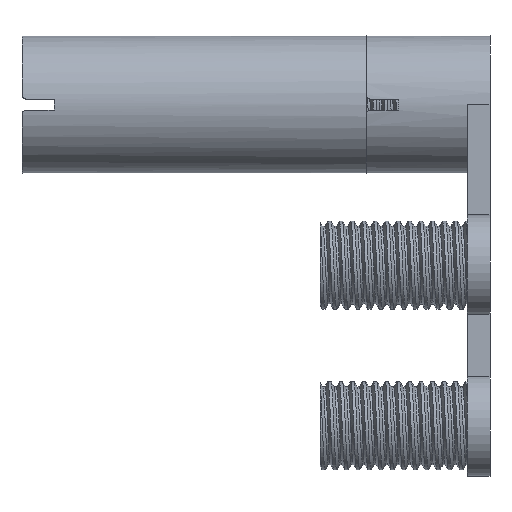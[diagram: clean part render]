
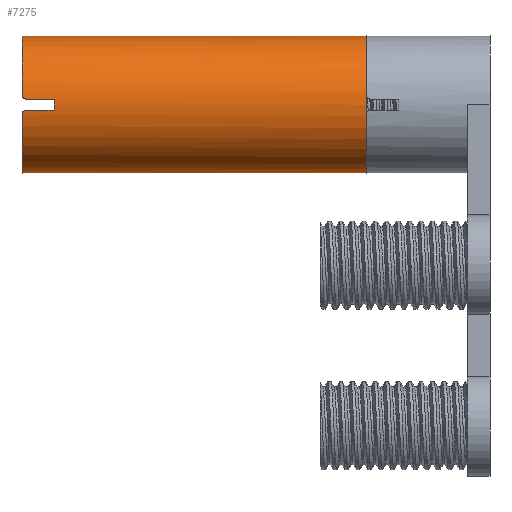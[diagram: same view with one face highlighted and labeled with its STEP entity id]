
A CAD part, left-side view. The second image highlights one B-rep face of the part: STEP entity #7275.
In plain terms, the highlighted cylindrical face has radius 15 mm (diameter 30 mm), a full revolution.
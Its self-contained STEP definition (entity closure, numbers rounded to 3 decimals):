
#222=CIRCLE('',#7606,15.);
#223=CIRCLE('',#7607,15.);
#227=CIRCLE('',#7637,15.);
#228=CIRCLE('',#7639,15.);
#229=CIRCLE('',#7644,15.);
#230=CIRCLE('',#7645,15.);
#614=FACE_OUTER_BOUND('',#1010,.T.);
#1010=EDGE_LOOP('',(#6553,#6554,#6555,#6556,#6557,#6558,#6559,#6560,#6561,
#6562,#6563,#6564,#6565,#6566,#6567,#6568));
#1695=B_SPLINE_CURVE_WITH_KNOTS('',3,(#33794,#33795,#33796,#33797,#33798,
#33799,#33800,#33801,#33802,#33803),.UNSPECIFIED.,.F.,.F.,(4,2,2,2,4),(0.152,
0.19,0.228,0.265,0.303),
 .UNSPECIFIED.);
#1696=B_SPLINE_CURVE_WITH_KNOTS('',3,(#33808,#33809,#33810,#33811,#33812,
#33813,#33814,#33815,#33816,#33817),.UNSPECIFIED.,.F.,.F.,(4,2,2,2,4),(0.152,
0.19,0.228,0.265,0.303),
 .UNSPECIFIED.);
#1697=B_SPLINE_CURVE_WITH_KNOTS('',3,(#33828,#33829,#33830,#33831,#33832,
#33833,#33834,#33835,#33836,#33837),.UNSPECIFIED.,.F.,.F.,(4,2,2,2,4),(0.303,
0.341,0.378,0.416,0.454),
 .UNSPECIFIED.);
#1698=B_SPLINE_CURVE_WITH_KNOTS('',3,(#33840,#33841,#33842,#33843,#33844,
#33845,#33846,#33847,#33848,#33849),.UNSPECIFIED.,.F.,.F.,(4,2,2,2,4),(0.303,
0.341,0.378,0.416,0.454),
 .UNSPECIFIED.);
#2067=LINE('',#32575,#2453);
#2070=LINE('',#32744,#2456);
#2078=LINE('',#33788,#2464);
#2086=LINE('',#33851,#2472);
#2087=LINE('',#33855,#2473);
#2453=VECTOR('',#8668,10.);
#2456=VECTOR('',#8675,10.);
#2464=VECTOR('',#8705,10.);
#2472=VECTOR('',#8731,10.);
#2473=VECTOR('',#8736,15.);
#3183=VERTEX_POINT('',#31332);
#3184=VERTEX_POINT('',#31334);
#3185=VERTEX_POINT('',#31336);
#3199=VERTEX_POINT('',#32573);
#3205=VERTEX_POINT('',#32741);
#3206=VERTEX_POINT('',#32743);
#3222=VERTEX_POINT('',#33787);
#3223=VERTEX_POINT('',#33791);
#3224=VERTEX_POINT('',#33793);
#3225=VERTEX_POINT('',#33806);
#3226=VERTEX_POINT('',#33819);
#3227=VERTEX_POINT('',#33823);
#3228=VERTEX_POINT('',#33827);
#3229=VERTEX_POINT('',#33854);
#4254=EDGE_CURVE('',#3184,#3183,#222,.T.);
#4255=EDGE_CURVE('',#3185,#3184,#223,.T.);
#4298=EDGE_CURVE('',#3183,#3199,#2067,.T.);
#4310=EDGE_CURVE('',#3206,#3205,#2070,.T.);
#4346=EDGE_CURVE('',#3222,#3185,#2078,.T.);
#4349=EDGE_CURVE('',#3223,#3224,#1695,.T.);
#4352=EDGE_CURVE('',#3225,#3199,#1696,.T.);
#4354=EDGE_CURVE('',#3205,#3226,#227,.T.);
#4356=EDGE_CURVE('',#3227,#3225,#228,.T.);
#4357=EDGE_CURVE('',#3222,#3228,#1697,.T.);
#4359=EDGE_CURVE('',#3206,#3227,#1698,.T.);
#4360=EDGE_CURVE('',#3226,#3224,#2086,.T.);
#4361=EDGE_CURVE('',#3228,#3223,#229,.T.);
#4362=EDGE_CURVE('',#3184,#3229,#2087,.T.);
#4363=EDGE_CURVE('',#3229,#3229,#230,.T.);
#6553=ORIENTED_EDGE('',*,*,#4352,.F.);
#6554=ORIENTED_EDGE('',*,*,#4356,.F.);
#6555=ORIENTED_EDGE('',*,*,#4359,.F.);
#6556=ORIENTED_EDGE('',*,*,#4310,.T.);
#6557=ORIENTED_EDGE('',*,*,#4354,.T.);
#6558=ORIENTED_EDGE('',*,*,#4360,.T.);
#6559=ORIENTED_EDGE('',*,*,#4349,.F.);
#6560=ORIENTED_EDGE('',*,*,#4361,.F.);
#6561=ORIENTED_EDGE('',*,*,#4357,.F.);
#6562=ORIENTED_EDGE('',*,*,#4346,.T.);
#6563=ORIENTED_EDGE('',*,*,#4255,.T.);
#6564=ORIENTED_EDGE('',*,*,#4362,.T.);
#6565=ORIENTED_EDGE('',*,*,#4363,.T.);
#6566=ORIENTED_EDGE('',*,*,#4362,.F.);
#6567=ORIENTED_EDGE('',*,*,#4254,.T.);
#6568=ORIENTED_EDGE('',*,*,#4298,.T.);
#6891=CYLINDRICAL_SURFACE('',#7643,15.);
#7275=ADVANCED_FACE('',(#614),#6891,.T.);
#7606=AXIS2_PLACEMENT_3D('',#31335,#8634,#8635);
#7607=AXIS2_PLACEMENT_3D('',#31337,#8636,#8637);
#7637=AXIS2_PLACEMENT_3D('',#33821,#8717,#8718);
#7639=AXIS2_PLACEMENT_3D('',#33825,#8722,#8723);
#7643=AXIS2_PLACEMENT_3D('',#33852,#8732,#8733);
#7644=AXIS2_PLACEMENT_3D('',#33853,#8734,#8735);
#7645=AXIS2_PLACEMENT_3D('',#33856,#8737,#8738);
#8634=DIRECTION('center_axis',(0.,-1.,0.));
#8635=DIRECTION('ref_axis',(-1.,0.,0.));
#8636=DIRECTION('center_axis',(0.,-1.,0.));
#8637=DIRECTION('ref_axis',(-1.,0.,0.));
#8668=DIRECTION('',(0.,1.,0.));
#8675=DIRECTION('',(0.,-1.,0.));
#8705=DIRECTION('',(0.,-1.,0.));
#8717=DIRECTION('center_axis',(0.,-1.,0.));
#8718=DIRECTION('ref_axis',(-1.,0.,0.));
#8722=DIRECTION('center_axis',(0.,1.,0.));
#8723=DIRECTION('ref_axis',(-1.,0.,0.));
#8731=DIRECTION('',(0.,1.,0.));
#8732=DIRECTION('center_axis',(0.,1.,0.));
#8733=DIRECTION('ref_axis',(-1.,0.,0.));
#8734=DIRECTION('center_axis',(0.,1.,0.));
#8735=DIRECTION('ref_axis',(-1.,0.,0.));
#8736=DIRECTION('',(0.,-1.,0.));
#8737=DIRECTION('center_axis',(0.,1.,0.));
#8738=DIRECTION('ref_axis',(-1.,0.,0.));
#31332=CARTESIAN_POINT('',(14.952,95.,1.2));
#31334=CARTESIAN_POINT('',(15.,95.,0.));
#31335=CARTESIAN_POINT('Origin',(0.,95.,0.));
#31336=CARTESIAN_POINT('',(14.952,95.,-1.2));
#31337=CARTESIAN_POINT('Origin',(0.,95.,0.));
#32573=CARTESIAN_POINT('',(14.952,101.,1.2));
#32575=CARTESIAN_POINT('',(14.952,27.,1.2));
#32741=CARTESIAN_POINT('',(-14.952,95.,1.2));
#32743=CARTESIAN_POINT('',(-14.952,101.,1.2));
#32744=CARTESIAN_POINT('',(-14.952,27.,1.2));
#33787=CARTESIAN_POINT('',(14.952,101.,-1.2));
#33788=CARTESIAN_POINT('',(14.952,27.,-1.2));
#33791=CARTESIAN_POINT('',(-14.838,102.,-2.2));
#33793=CARTESIAN_POINT('',(-14.952,101.,-1.2));
#33794=CARTESIAN_POINT('Ctrl Pts',(-14.838,102.,-2.2));
#33795=CARTESIAN_POINT('Ctrl Pts',(-14.856,102.,-2.075));
#33796=CARTESIAN_POINT('Ctrl Pts',(-14.874,101.975,-1.941));
#33797=CARTESIAN_POINT('Ctrl Pts',(-14.905,101.873,-1.694));
#33798=CARTESIAN_POINT('Ctrl Pts',(-14.917,101.796,-1.581));
#33799=CARTESIAN_POINT('Ctrl Pts',(-14.934,101.618,-1.404));
#33800=CARTESIAN_POINT('Ctrl Pts',(-14.941,101.505,-1.327));
#33801=CARTESIAN_POINT('Ctrl Pts',(-14.95,101.259,-1.225));
#33802=CARTESIAN_POINT('Ctrl Pts',(-14.952,101.125,-1.2));
#33803=CARTESIAN_POINT('Ctrl Pts',(-14.952,101.,-1.2));
#33806=CARTESIAN_POINT('',(14.838,102.,2.2));
#33808=CARTESIAN_POINT('Ctrl Pts',(14.838,102.,2.2));
#33809=CARTESIAN_POINT('Ctrl Pts',(14.856,102.,2.075));
#33810=CARTESIAN_POINT('Ctrl Pts',(14.874,101.975,1.941));
#33811=CARTESIAN_POINT('Ctrl Pts',(14.905,101.873,1.694));
#33812=CARTESIAN_POINT('Ctrl Pts',(14.917,101.796,1.581));
#33813=CARTESIAN_POINT('Ctrl Pts',(14.934,101.618,1.404));
#33814=CARTESIAN_POINT('Ctrl Pts',(14.941,101.505,1.327));
#33815=CARTESIAN_POINT('Ctrl Pts',(14.95,101.259,1.225));
#33816=CARTESIAN_POINT('Ctrl Pts',(14.952,101.125,1.2));
#33817=CARTESIAN_POINT('Ctrl Pts',(14.952,101.,1.2));
#33819=CARTESIAN_POINT('',(-14.952,95.,-1.2));
#33821=CARTESIAN_POINT('Origin',(0.,95.,0.));
#33823=CARTESIAN_POINT('',(-14.838,102.,2.2));
#33825=CARTESIAN_POINT('Origin',(0.,102.,0.));
#33827=CARTESIAN_POINT('',(14.838,102.,-2.2));
#33828=CARTESIAN_POINT('Ctrl Pts',(14.952,101.,-1.2));
#33829=CARTESIAN_POINT('Ctrl Pts',(14.952,101.125,-1.2));
#33830=CARTESIAN_POINT('Ctrl Pts',(14.95,101.259,-1.225));
#33831=CARTESIAN_POINT('Ctrl Pts',(14.941,101.505,-1.327));
#33832=CARTESIAN_POINT('Ctrl Pts',(14.934,101.618,-1.404));
#33833=CARTESIAN_POINT('Ctrl Pts',(14.917,101.796,-1.581));
#33834=CARTESIAN_POINT('Ctrl Pts',(14.905,101.873,-1.694));
#33835=CARTESIAN_POINT('Ctrl Pts',(14.874,101.975,-1.941));
#33836=CARTESIAN_POINT('Ctrl Pts',(14.856,102.,-2.075));
#33837=CARTESIAN_POINT('Ctrl Pts',(14.838,102.,-2.2));
#33840=CARTESIAN_POINT('Ctrl Pts',(-14.952,101.,1.2));
#33841=CARTESIAN_POINT('Ctrl Pts',(-14.952,101.125,1.2));
#33842=CARTESIAN_POINT('Ctrl Pts',(-14.95,101.259,1.225));
#33843=CARTESIAN_POINT('Ctrl Pts',(-14.941,101.505,1.327));
#33844=CARTESIAN_POINT('Ctrl Pts',(-14.934,101.618,1.404));
#33845=CARTESIAN_POINT('Ctrl Pts',(-14.917,101.796,1.581));
#33846=CARTESIAN_POINT('Ctrl Pts',(-14.905,101.873,1.694));
#33847=CARTESIAN_POINT('Ctrl Pts',(-14.874,101.975,1.941));
#33848=CARTESIAN_POINT('Ctrl Pts',(-14.856,102.,2.075));
#33849=CARTESIAN_POINT('Ctrl Pts',(-14.838,102.,2.2));
#33851=CARTESIAN_POINT('',(-14.952,27.,-1.2));
#33852=CARTESIAN_POINT('Origin',(0.,27.,0.));
#33853=CARTESIAN_POINT('Origin',(0.,102.,0.));
#33854=CARTESIAN_POINT('',(15.,27.,0.));
#33855=CARTESIAN_POINT('',(15.,27.,0.));
#33856=CARTESIAN_POINT('Origin',(0.,27.,0.));
